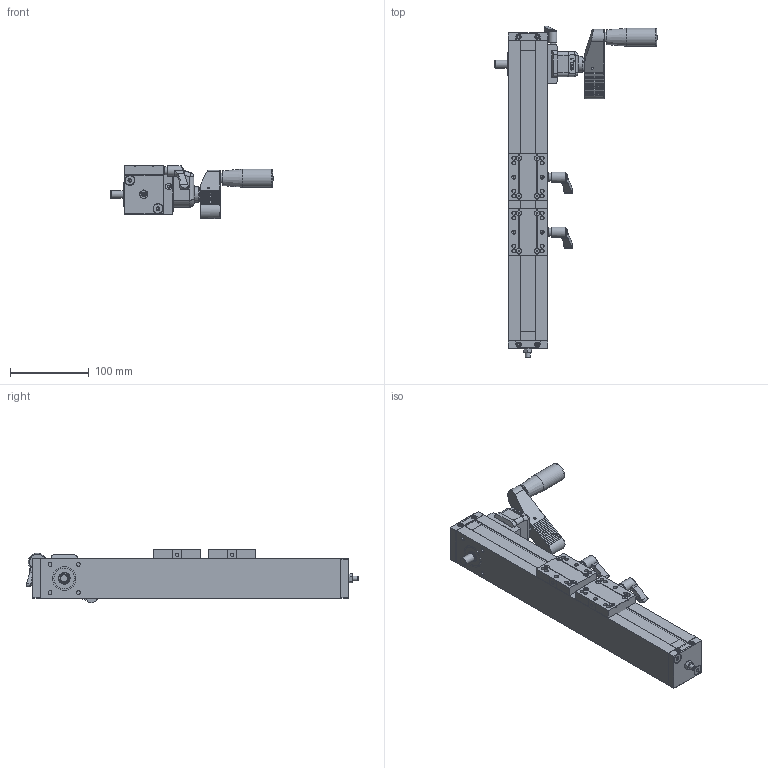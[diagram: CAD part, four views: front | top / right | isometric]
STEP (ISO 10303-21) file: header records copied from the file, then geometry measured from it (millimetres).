
FILE_DESCRIPTION(/* description */ ('Unknown'),/* implementation_level */ '2;1');
FILE_NAME(/* name */ 'Zahnriemenantrieb50-gegenlaufende-Schlitten',/* time_stamp */ '2020-03-29T07:06:17+02:00',/* author */ ('Unknown'),/* organization */ ('Unknown'),/* preprocessor_version */ 'ST-DEVELOPER v16.7',/* originating_system */ 'Solid Edge',/* authorisation */ 'Unknown');
FILE_SCHEMA (('AUTOMOTIVE_DESIGN {1 0 10303 214 3 1 1}'));
Products named in the file (9): 5.2-Zahnriemenantrieb50-sy-2SchlittenPA60lg-dy; Profil-50-Zahnriemenantrieb-dy; A-0000107-Umlenkung50-HTD5-Z16-dy; Zahnriemen-HTD5MxB15; A-0000150-Schlitten50-Zahnriemen-dy; A-0000007-Antrieb-Zahnriemen-dy; A-0000126-Wellenklemmung50-dy; A-0000096-Siko-Kurbel-dy; A-0000098-Deckel50-geschraubt-dy
Assembly tree (9 placements, depth 2):
  5.2-Zahnriemenantrieb50-sy-2SchlittenPA60lg-dy
    Profil-50-Zahnriemenantrieb-dy
    A-0000107-Umlenkung50-HTD5-Z16-dy
    Zahnriemen-HTD5MxB15
    A-0000150-Schlitten50-Zahnriemen-dy  x2
    A-0000007-Antrieb-Zahnriemen-dy
    A-0000126-Wellenklemmung50-dy
    A-0000096-Siko-Kurbel-dy
    A-0000098-Deckel50-geschraubt-dy
Bounding box: 206.74 x 422.6 x 67.69 mm (x, y, z)
Volume: 940174.6 mm3; surface area: 312705.2 mm2
Topology: 14 solids, 26 shells, 3222 faces, 8276 edges, 5347 vertices
Faces by surface type: plane 2137, cylinder 814, cone 148, torus 64, bspline 50, sphere 9
Full cylindrical faces by diameter (mm): 1.5 x2, 2.997 x1, 3 x1, 3.197 x2, 3.2 x2, 4 x4, 4.134 x2, 4.5 x3, 4.917 x48, 4.995 x3, 5 x12, 5.295 x2, 5.3 x2, 5.495 x2, 5.5 x4, 5.794 x2, 5.8 x2, 5.994 x4, 6 x3, 6.194 x1, 6.2 x1, 6.3 x1, 6.394 x2, 6.4 x2, 6.5 x1, 7.2 x1, 8 x3, 8.1 x2, 8.3 x2, 8.492 x2
Entity records: 90848 total; most frequent: CARTESIAN_POINT 17106, DIRECTION 12575, ORIENTED_EDGE 12574, EDGE_CURVE 6287, LINE 4481, VECTOR 4481, VERTEX_POINT 4182, AXIS2_PLACEMENT_3D 4047
